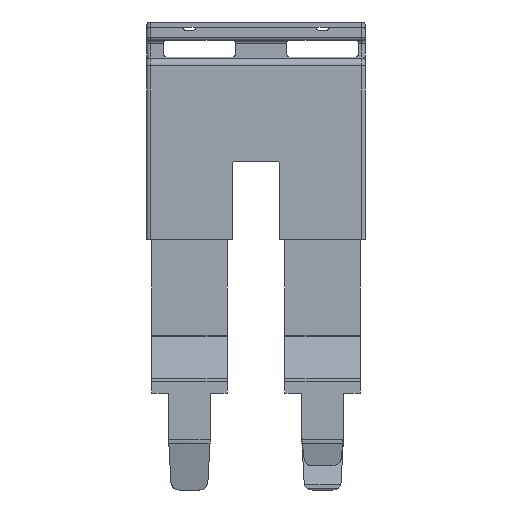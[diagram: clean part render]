
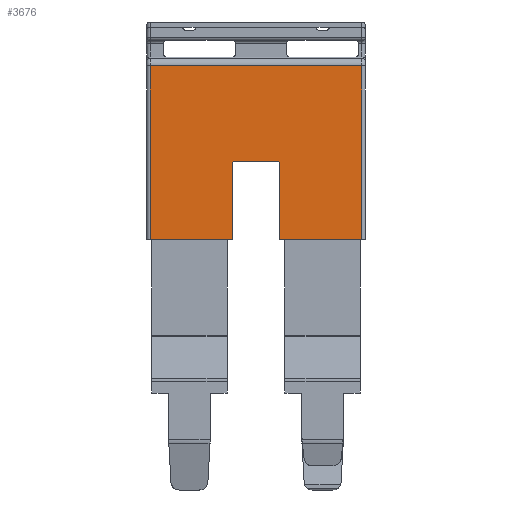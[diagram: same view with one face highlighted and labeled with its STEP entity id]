
A CAD part, front view. The second image highlights one B-rep face of the part: STEP entity #3676.
In plain terms, the highlighted planar face has unit normal (0, -1, 0).
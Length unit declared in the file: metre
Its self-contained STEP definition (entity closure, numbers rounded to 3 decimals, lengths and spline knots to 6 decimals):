
#193=CIRCLE('',#3907,0.0002);
#194=CIRCLE('',#3908,0.0002);
#283=FACE_OUTER_BOUND('',#489,.T.);
#489=EDGE_LOOP('',(#2389,#2390,#2391,#2392,#2393,#2394,#2395,#2396,#2397,
#2398));
#747=LINE('',#5411,#1121);
#748=LINE('',#5417,#1122);
#749=LINE('',#5418,#1123);
#750=LINE('',#5420,#1124);
#751=LINE('',#5422,#1125);
#752=LINE('',#5424,#1126);
#753=LINE('',#5428,#1127);
#754=LINE('',#5431,#1128);
#1121=VECTOR('',#4340,0.01265);
#1122=VECTOR('',#4347,0.0049);
#1123=VECTOR('',#4348,0.01038);
#1124=VECTOR('',#4349,0.01038);
#1125=VECTOR('',#4350,0.0049);
#1126=VECTOR('',#4351,0.0045);
#1127=VECTOR('',#4354,0.00245);
#1128=VECTOR('',#4357,0.0045);
#1503=VERTEX_POINT('',#5409);
#1504=VERTEX_POINT('',#5410);
#1505=VERTEX_POINT('',#5415);
#1506=VERTEX_POINT('',#5416);
#1507=VERTEX_POINT('',#5419);
#1508=VERTEX_POINT('',#5421);
#1509=VERTEX_POINT('',#5423);
#1510=VERTEX_POINT('',#5425);
#1511=VERTEX_POINT('',#5427);
#1512=VERTEX_POINT('',#5429);
#1841=EDGE_CURVE('',#1503,#1504,#747,.T.);
#1844=EDGE_CURVE('',#1505,#1506,#748,.T.);
#1845=EDGE_CURVE('',#1505,#1503,#749,.T.);
#1846=EDGE_CURVE('',#1504,#1507,#750,.T.);
#1847=EDGE_CURVE('',#1508,#1507,#751,.T.);
#1848=EDGE_CURVE('',#1508,#1509,#752,.T.);
#1849=EDGE_CURVE('',#1509,#1510,#193,.T.);
#1850=EDGE_CURVE('',#1510,#1511,#753,.T.);
#1851=EDGE_CURVE('',#1511,#1512,#194,.T.);
#1852=EDGE_CURVE('',#1512,#1506,#754,.T.);
#2389=ORIENTED_EDGE('',*,*,#1844,.F.);
#2390=ORIENTED_EDGE('',*,*,#1845,.T.);
#2391=ORIENTED_EDGE('',*,*,#1841,.T.);
#2392=ORIENTED_EDGE('',*,*,#1846,.T.);
#2393=ORIENTED_EDGE('',*,*,#1847,.F.);
#2394=ORIENTED_EDGE('',*,*,#1848,.T.);
#2395=ORIENTED_EDGE('',*,*,#1849,.T.);
#2396=ORIENTED_EDGE('',*,*,#1850,.T.);
#2397=ORIENTED_EDGE('',*,*,#1851,.T.);
#2398=ORIENTED_EDGE('',*,*,#1852,.T.);
#3351=PLANE('',#3906);
#3676=ADVANCED_FACE('',(#283),#3351,.F.);
#3906=AXIS2_PLACEMENT_3D('',#5414,#4345,#4346);
#3907=AXIS2_PLACEMENT_3D('',#5426,#4352,#4353);
#3908=AXIS2_PLACEMENT_3D('',#5430,#4355,#4356);
#4340=DIRECTION('',(-1.,0.,0.));
#4345=DIRECTION('center_axis',(0.,1.,0.));
#4346=DIRECTION('ref_axis',(0.,0.,1.));
#4347=DIRECTION('',(-1.,0.,0.));
#4348=DIRECTION('',(0.,0.,1.));
#4349=DIRECTION('',(0.,0.,-1.));
#4350=DIRECTION('',(-1.,0.,0.));
#4351=DIRECTION('',(0.,0.,1.));
#4352=DIRECTION('center_axis',(0.,1.,0.));
#4353=DIRECTION('ref_axis',(0.,0.,1.));
#4354=DIRECTION('',(1.,0.,0.));
#4355=DIRECTION('center_axis',(0.,1.,0.));
#4356=DIRECTION('ref_axis',(0.,0.,1.));
#4357=DIRECTION('',(0.,0.,-1.));
#5409=CARTESIAN_POINT('',(-0.025475,-0.001,0.00519));
#5410=CARTESIAN_POINT('',(-0.038125,-0.001,0.00519));
#5411=CARTESIAN_POINT('',(-0.025475,-0.001,0.00519));
#5414=CARTESIAN_POINT('Origin',(0.038325,-0.001,-0.00519));
#5415=CARTESIAN_POINT('',(-0.025475,-0.001,-0.00519));
#5416=CARTESIAN_POINT('',(-0.030375,-0.001,-0.00519));
#5417=CARTESIAN_POINT('',(-0.025475,-0.001,-0.00519));
#5418=CARTESIAN_POINT('',(-0.025475,-0.001,-0.00519));
#5419=CARTESIAN_POINT('',(-0.038125,-0.001,-0.00519));
#5420=CARTESIAN_POINT('',(-0.038125,-0.001,0.00519));
#5421=CARTESIAN_POINT('',(-0.033225,-0.001,-0.00519));
#5422=CARTESIAN_POINT('',(-0.033225,-0.001,-0.00519));
#5423=CARTESIAN_POINT('',(-0.033225,-0.001,-0.00069));
#5424=CARTESIAN_POINT('',(-0.033225,-0.001,-0.00519));
#5425=CARTESIAN_POINT('',(-0.033025,-0.001,-0.00049));
#5426=CARTESIAN_POINT('Origin',(-0.033025,-0.001,-0.00069));
#5427=CARTESIAN_POINT('',(-0.030575,-0.001,-0.00049));
#5428=CARTESIAN_POINT('',(-0.033025,-0.001,-0.00049));
#5429=CARTESIAN_POINT('',(-0.030375,-0.001,-0.00069));
#5430=CARTESIAN_POINT('Origin',(-0.030575,-0.001,-0.00069));
#5431=CARTESIAN_POINT('',(-0.030375,-0.001,-0.00069));
